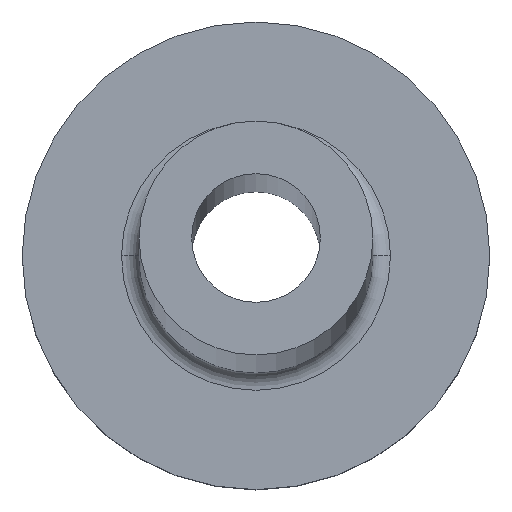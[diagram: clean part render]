
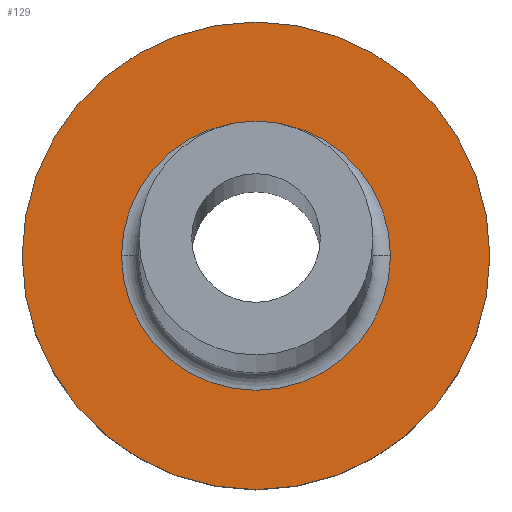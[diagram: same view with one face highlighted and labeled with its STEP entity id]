
A CAD part, top view. The second image highlights one B-rep face of the part: STEP entity #129.
In plain terms, the highlighted planar face has unit normal (0, 0, 1).
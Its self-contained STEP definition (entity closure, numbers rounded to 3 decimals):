
#1 = CARTESIAN_POINT ( 'NONE',  ( 4., 0., 3. ) ) ;
#5 = CIRCLE ( 'NONE', #219, 4. ) ;
#8 = VERTEX_POINT ( 'NONE', #374 ) ;
#14 = DIRECTION ( 'NONE',  ( 1., 0., 0. ) ) ;
#17 = AXIS2_PLACEMENT_3D ( 'NONE', #29, #183, #149 ) ;
#28 = PLANE ( 'NONE',  #77 ) ;
#29 = CARTESIAN_POINT ( 'NONE',  ( 0., 0., 3. ) ) ;
#31 = FACE_BOUND ( 'NONE', #191, .T. ) ;
#57 = FACE_OUTER_BOUND ( 'NONE', #94, .T. ) ;
#58 = DIRECTION ( 'NONE',  ( 0., 0., 1. ) ) ;
#61 = DIRECTION ( 'NONE',  ( 0., 0., -1. ) ) ;
#65 = DIRECTION ( 'NONE',  ( 0., 0., 1. ) ) ;
#71 = CARTESIAN_POINT ( 'NONE',  ( -4., 0., 3. ) ) ;
#77 = AXIS2_PLACEMENT_3D ( 'NONE', #357, #238, #236 ) ;
#89 = DIRECTION ( 'NONE',  ( 1., 0., 0. ) ) ;
#94 = EDGE_LOOP ( 'NONE', ( #322, #170 ) ) ;
#100 = ORIENTED_EDGE ( 'NONE', *, *, #116, .T. ) ;
#116 = EDGE_CURVE ( 'NONE', #134, #8, #186, .T. ) ;
#129 = ADVANCED_FACE ( 'NONE', ( #31, #57 ), #28, .T. ) ;
#134 = VERTEX_POINT ( 'NONE', #295 ) ;
#149 = DIRECTION ( 'NONE',  ( 1., 0., 0. ) ) ;
#159 = AXIS2_PLACEMENT_3D ( 'NONE', #381, #61, #365 ) ;
#170 = ORIENTED_EDGE ( 'NONE', *, *, #181, .T. ) ;
#181 = EDGE_CURVE ( 'NONE', #277, #304, #315, .T. ) ;
#183 = DIRECTION ( 'NONE',  ( 0., 0., -1. ) ) ;
#186 = CIRCLE ( 'NONE', #159, 2.3 ) ;
#191 = EDGE_LOOP ( 'NONE', ( #100, #212 ) ) ;
#210 = CARTESIAN_POINT ( 'NONE',  ( 0., 0., 3. ) ) ;
#212 = ORIENTED_EDGE ( 'NONE', *, *, #264, .T. ) ;
#219 = AXIS2_PLACEMENT_3D ( 'NONE', #210, #65, #14 ) ;
#236 = DIRECTION ( 'NONE',  ( 1., 0., 0. ) ) ;
#237 = CIRCLE ( 'NONE', #17, 2.3 ) ;
#238 = DIRECTION ( 'NONE',  ( 0., 0., 1. ) ) ;
#264 = EDGE_CURVE ( 'NONE', #8, #134, #237, .T. ) ;
#277 = VERTEX_POINT ( 'NONE', #1 ) ;
#295 = CARTESIAN_POINT ( 'NONE',  ( 2.3, 0., 3. ) ) ;
#304 = VERTEX_POINT ( 'NONE', #71 ) ;
#315 = CIRCLE ( 'NONE', #362, 4. ) ;
#322 = ORIENTED_EDGE ( 'NONE', *, *, #333, .T. ) ;
#333 = EDGE_CURVE ( 'NONE', #304, #277, #5, .T. ) ;
#357 = CARTESIAN_POINT ( 'NONE',  ( 0., 0., 3. ) ) ;
#360 = CARTESIAN_POINT ( 'NONE',  ( 0., 0., 3. ) ) ;
#362 = AXIS2_PLACEMENT_3D ( 'NONE', #360, #58, #89 ) ;
#365 = DIRECTION ( 'NONE',  ( 1., 0., 0. ) ) ;
#374 = CARTESIAN_POINT ( 'NONE',  ( -2.3, 0., 3. ) ) ;
#381 = CARTESIAN_POINT ( 'NONE',  ( 0., 0., 3. ) ) ;
